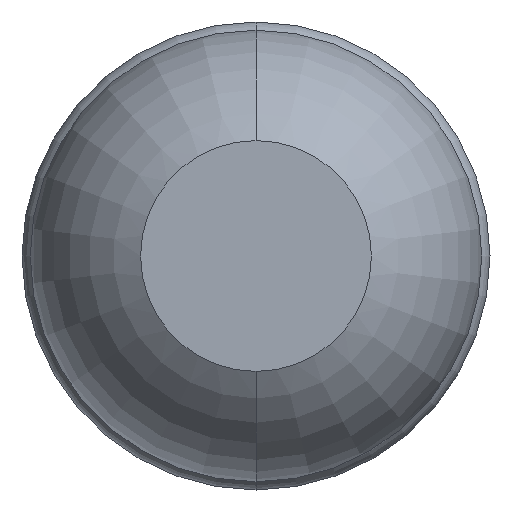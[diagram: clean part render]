
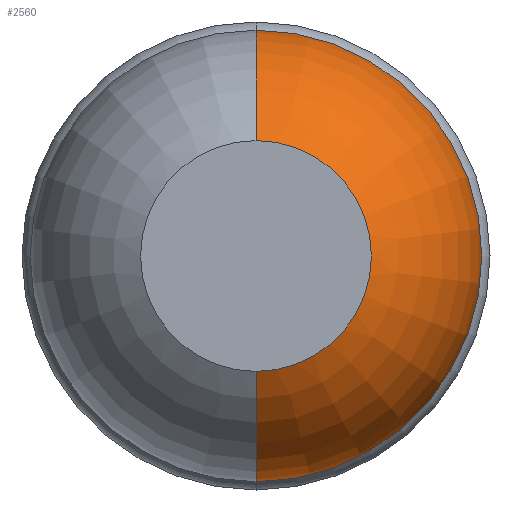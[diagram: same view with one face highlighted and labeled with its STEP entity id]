
A CAD part, front view. The second image highlights one B-rep face of the part: STEP entity #2560.
In plain terms, the highlighted toroidal (fillet/blend) face has major radius 0.035 mm and minor radius 0.65 mm.
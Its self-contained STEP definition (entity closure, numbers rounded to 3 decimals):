
#31 = EDGE_CURVE ( 'NONE', #261, #451, #3267, .T. ) ;
#106 = DIRECTION ( 'NONE',  ( 0., -1., 0. ) ) ;
#165 = CARTESIAN_POINT ( 'NONE',  ( 0., -24.431, -0.685 ) ) ;
#190 = FACE_OUTER_BOUND ( 'NONE', #2656, .T. ) ;
#207 = DIRECTION ( 'NONE',  ( 0., 0., 1. ) ) ;
#261 = VERTEX_POINT ( 'NONE', #3791 ) ;
#270 = VERTEX_POINT ( 'NONE', #2398 ) ;
#330 = ORIENTED_EDGE ( 'NONE', *, *, #4541, .T. ) ;
#451 = VERTEX_POINT ( 'NONE', #2717 ) ;
#741 = DIRECTION ( 'NONE',  ( 0., 0., -1. ) ) ;
#1160 = CIRCLE ( 'NONE', #4224, 0.685 ) ;
#1644 = CIRCLE ( 'NONE', #1747, 0.35 ) ;
#1747 = AXIS2_PLACEMENT_3D ( 'NONE', #2152, #2877, #741 ) ;
#1853 = CARTESIAN_POINT ( 'NONE',  ( 0., -24.431, 0. ) ) ;
#1963 = VERTEX_POINT ( 'NONE', #165 ) ;
#1976 = TOROIDAL_SURFACE ( 'NONE', #2790, 0.035, 0.65 ) ;
#1985 = EDGE_CURVE ( 'NONE', #1963, #270, #2940, .T. ) ;
#2152 = CARTESIAN_POINT ( 'NONE',  ( 0., -25., 0. ) ) ;
#2222 = ORIENTED_EDGE ( 'NONE', *, *, #1985, .F. ) ;
#2331 = AXIS2_PLACEMENT_3D ( 'NONE', #3796, #4498, #4129 ) ;
#2398 = CARTESIAN_POINT ( 'NONE',  ( 0., -25., -0.35 ) ) ;
#2560 = ADVANCED_FACE ( 'Defeature ausgef�hrt1_4', ( #190 ), #1976, .T. ) ;
#2600 = ORIENTED_EDGE ( 'NONE', *, *, #3062, .F. ) ;
#2656 = EDGE_LOOP ( 'NONE', ( #330, #2805, #2600, #2222 ) ) ;
#2717 = CARTESIAN_POINT ( 'NONE',  ( 0., -25., 0.35 ) ) ;
#2790 = AXIS2_PLACEMENT_3D ( 'NONE', #2933, #3276, #4333 ) ;
#2805 = ORIENTED_EDGE ( 'NONE', *, *, #31, .T. ) ;
#2877 = DIRECTION ( 'NONE',  ( 0., -1., 0. ) ) ;
#2933 = CARTESIAN_POINT ( 'NONE',  ( 0., -24.431, 0. ) ) ;
#2940 = CIRCLE ( 'NONE', #4282, 0.65 ) ;
#2947 = DIRECTION ( 'NONE',  ( 0., 0., -1. ) ) ;
#3023 = DIRECTION ( 'NONE',  ( -1., 0., 0. ) ) ;
#3038 = CARTESIAN_POINT ( 'NONE',  ( 0., -24.431, -0.035 ) ) ;
#3062 = EDGE_CURVE ( 'Defeature ausgef�hrt1_16+Defeature ausgef�hrt1_4+Defeature ausgef�hrt1_4+Defeature ausgef�hrt1_4', #270, #451, #1644, .T. ) ;
#3267 = CIRCLE ( 'NONE', #2331, 0.65 ) ;
#3276 = DIRECTION ( 'NONE',  ( 0., -1., 0. ) ) ;
#3791 = CARTESIAN_POINT ( 'NONE',  ( 0., -24.431, 0.685 ) ) ;
#3796 = CARTESIAN_POINT ( 'NONE',  ( 0., -24.431, 0.035 ) ) ;
#4129 = DIRECTION ( 'NONE',  ( 0., 0., -1. ) ) ;
#4224 = AXIS2_PLACEMENT_3D ( 'NONE', #1853, #106, #2947 ) ;
#4282 = AXIS2_PLACEMENT_3D ( 'NONE', #3038, #3023, #207 ) ;
#4333 = DIRECTION ( 'NONE',  ( 0., 0., -1. ) ) ;
#4498 = DIRECTION ( 'NONE',  ( 1., 0., 0. ) ) ;
#4541 = EDGE_CURVE ( 'Defeature ausgef�hrt1_4+Defeature ausgef�hrt1_5+Defeature ausgef�hrt1_5+Defeature ausgef�hrt1_5', #1963, #261, #1160, .T. ) ;
